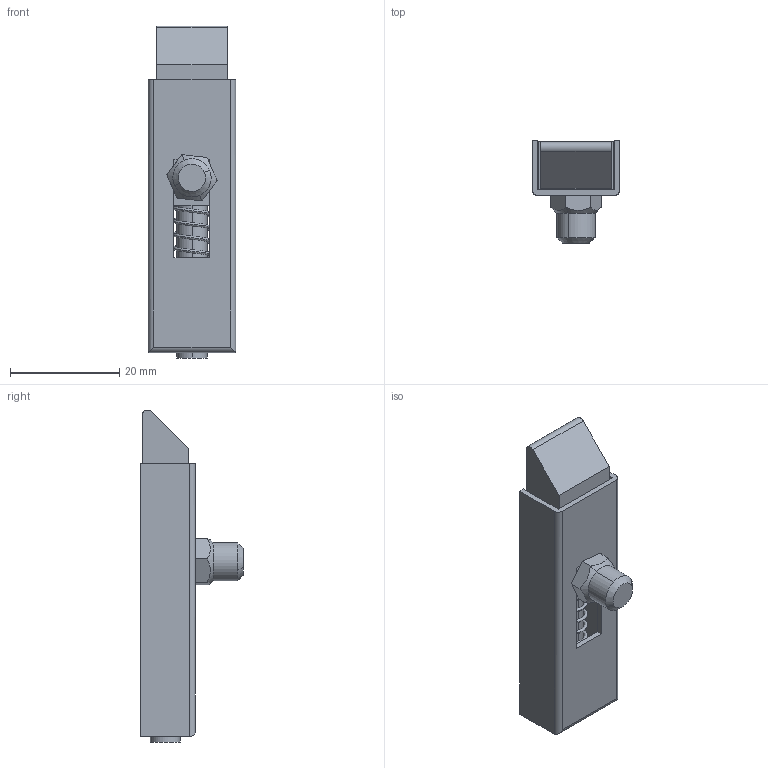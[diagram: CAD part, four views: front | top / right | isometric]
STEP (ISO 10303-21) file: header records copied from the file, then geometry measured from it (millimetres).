
FILE_DESCRIPTION (( 'STEP AP214' ), '1' );
FILE_NAME ('522103_Industrilas.step', '2025-09-09T08:28:02', ( '' ), ( '' ), 'SwSTEP 2.0', 'SolidWorks 2010', '' );
FILE_SCHEMA (( 'AUTOMOTIVE_DESIGN' ));
Length unit declared in the file: millimetre
Products named in the file (5): 00010250; 522103-2; 522103-3; 522102-1_522103-1; 522103_Industrilas
Assembly tree (4 placements, depth 2):
  522103_Industrilas
    522103-3
    00010250
    522102-1_522103-1
    522103-2
Bounding box: 16 x 18.75 x 60.8 mm (x, y, z)
Volume: 6105.5 mm3; surface area: 6780.7 mm2
Topology: 4 solids, 4 shells, 213 faces, 476 edges, 274 vertices
Faces by surface type: cone 108, cylinder 58, plane 45, bspline 2
Entity records: 9994 total; most frequent: CARTESIAN_POINT 4972, DIRECTION 1108, ORIENTED_EDGE 952, EDGE_CURVE 476, AXIS2_PLACEMENT_3D 428, VERTEX_POINT 274, LINE 252, VECTOR 252
